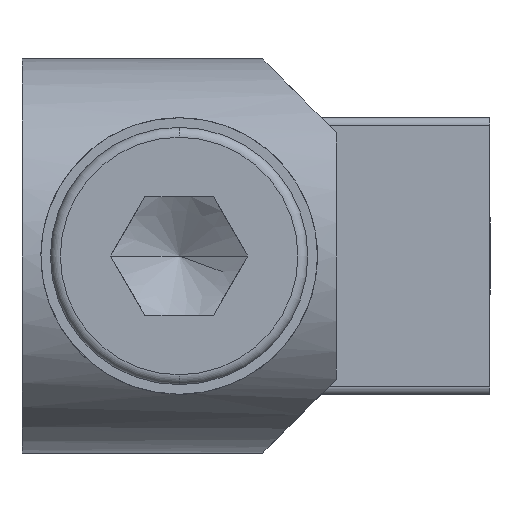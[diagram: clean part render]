
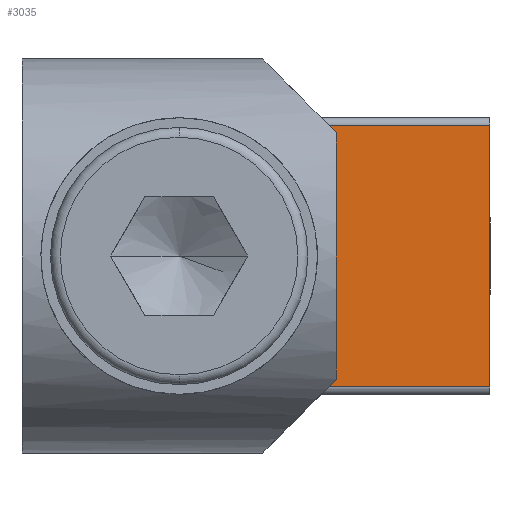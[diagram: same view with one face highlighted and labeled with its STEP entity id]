
A CAD part, left-side view. The second image highlights one B-rep face of the part: STEP entity #3035.
In plain terms, the highlighted face is planar.
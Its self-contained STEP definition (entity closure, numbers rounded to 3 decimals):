
#4 = DIRECTION ( 'NONE',  ( -1., 0., 0. ) ) ;
#37 = VERTEX_POINT ( 'NONE', #4893 ) ;
#105 = FACE_OUTER_BOUND ( 'NONE', #2448, .T. ) ;
#156 = CARTESIAN_POINT ( 'NONE',  ( 6.6, 0., -11.25 ) ) ;
#320 = DIRECTION ( 'NONE',  ( 1., 0., 0. ) ) ;
#401 = DIRECTION ( 'NONE',  ( -1., 0., 0. ) ) ;
#450 = ORIENTED_EDGE ( 'NONE', *, *, #5489, .T. ) ;
#531 = CARTESIAN_POINT ( 'NONE',  ( -6.6, 0., 11.25 ) ) ;
#872 = CARTESIAN_POINT ( 'NONE',  ( -6.6, 0., 11.25 ) ) ;
#1169 = DIRECTION ( 'NONE',  ( 0., 1., 0. ) ) ;
#1328 = CIRCLE ( 'NONE', #9693, 3.4 ) ;
#1422 = VERTEX_POINT ( 'NONE', #7278 ) ;
#1722 = EDGE_CURVE ( 'NONE', #9596, #9574, #1328, .T. ) ;
#1733 = DIRECTION ( 'NONE',  ( 0., 1., 0. ) ) ;
#1737 = ORIENTED_EDGE ( 'NONE', *, *, #8653, .T. ) ;
#2019 = VERTEX_POINT ( 'NONE', #4474 ) ;
#2085 = CARTESIAN_POINT ( 'NONE',  ( 0., 0., 4.45 ) ) ;
#2446 = FACE_BOUND ( 'NONE', #2896, .T. ) ;
#2448 = EDGE_LOOP ( 'NONE', ( #1737, #7064, #4229, #7495 ) ) ;
#2798 = VECTOR ( 'NONE', #6479, 1000. ) ;
#2896 = EDGE_LOOP ( 'NONE', ( #450, #6498 ) ) ;
#3035 = ADVANCED_FACE ( 'NONE', ( #2446, #105 ), #6358, .F. ) ;
#3291 = DIRECTION ( 'NONE',  ( 0., 1., 0. ) ) ;
#4229 = ORIENTED_EDGE ( 'NONE', *, *, #8439, .F. ) ;
#4474 = CARTESIAN_POINT ( 'NONE',  ( 6.6, 0., 11.25 ) ) ;
#4893 = CARTESIAN_POINT ( 'NONE',  ( -6.6, 0., -11.25 ) ) ;
#5096 = LINE ( 'NONE', #5867, #2798 ) ;
#5489 = EDGE_CURVE ( 'NONE', #9574, #9596, #10025, .T. ) ;
#5867 = CARTESIAN_POINT ( 'NONE',  ( -6.6, 0., 11.25 ) ) ;
#5970 = DIRECTION ( 'NONE',  ( 1., 0., 0. ) ) ;
#6358 = PLANE ( 'NONE',  #9851 ) ;
#6428 = DIRECTION ( 'NONE',  ( -1., 0., 0. ) ) ;
#6479 = DIRECTION ( 'NONE',  ( 0., 0., -1. ) ) ;
#6498 = ORIENTED_EDGE ( 'NONE', *, *, #1722, .T. ) ;
#6733 = AXIS2_PLACEMENT_3D ( 'NONE', #2085, #1169, #401 ) ;
#6736 = EDGE_CURVE ( 'NONE', #1422, #37, #5096, .T. ) ;
#6781 = LINE ( 'NONE', #8430, #7421 ) ;
#6883 = CARTESIAN_POINT ( 'NONE',  ( 0., 0., 1.05 ) ) ;
#7064 = ORIENTED_EDGE ( 'NONE', *, *, #9623, .F. ) ;
#7207 = CARTESIAN_POINT ( 'NONE',  ( 0., 0., 4.45 ) ) ;
#7247 = VECTOR ( 'NONE', #320, 1000. ) ;
#7278 = CARTESIAN_POINT ( 'NONE',  ( -6.6, 0., 11.25 ) ) ;
#7421 = VECTOR ( 'NONE', #10132, 1000. ) ;
#7495 = ORIENTED_EDGE ( 'NONE', *, *, #6736, .T. ) ;
#8223 = VECTOR ( 'NONE', #5970, 1000. ) ;
#8430 = CARTESIAN_POINT ( 'NONE',  ( 6.6, 0., 11.25 ) ) ;
#8439 = EDGE_CURVE ( 'NONE', #1422, #2019, #9252, .T. ) ;
#8530 = CARTESIAN_POINT ( 'NONE',  ( 0., 0., 7.85 ) ) ;
#8653 = EDGE_CURVE ( 'NONE', #37, #9830, #9053, .T. ) ;
#9053 = LINE ( 'NONE', #9876, #7247 ) ;
#9252 = LINE ( 'NONE', #531, #8223 ) ;
#9574 = VERTEX_POINT ( 'NONE', #8530 ) ;
#9596 = VERTEX_POINT ( 'NONE', #6883 ) ;
#9623 = EDGE_CURVE ( 'NONE', #2019, #9830, #6781, .T. ) ;
#9693 = AXIS2_PLACEMENT_3D ( 'NONE', #7207, #3291, #6428 ) ;
#9830 = VERTEX_POINT ( 'NONE', #156 ) ;
#9851 = AXIS2_PLACEMENT_3D ( 'NONE', #872, #1733, #4 ) ;
#9876 = CARTESIAN_POINT ( 'NONE',  ( -6.6, 0., -11.25 ) ) ;
#10025 = CIRCLE ( 'NONE', #6733, 3.4 ) ;
#10132 = DIRECTION ( 'NONE',  ( 0., 0., -1. ) ) ;
